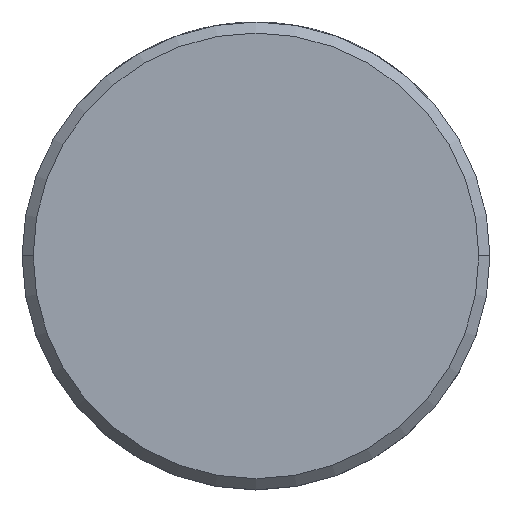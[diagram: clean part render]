
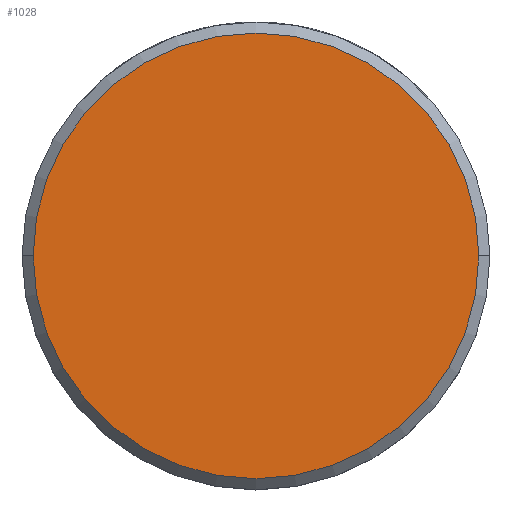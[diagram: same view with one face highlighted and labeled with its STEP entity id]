
A CAD part, top view. The second image highlights one B-rep face of the part: STEP entity #1028.
In plain terms, the highlighted planar face has unit normal (0, 0, 1).
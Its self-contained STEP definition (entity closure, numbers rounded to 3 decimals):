
#544 = DIRECTION ( 'NONE',  ( 1., 0., 0. ) ) ;
#545 = AXIS2_PLACEMENT_3D ( 'NONE', #556, #551, #544 ) ;
#550 = CIRCLE ( 'NONE', #545, 6.05 ) ;
#551 = DIRECTION ( 'NONE',  ( 0., 0., 1. ) ) ;
#556 = CARTESIAN_POINT ( 'NONE',  ( 0., 0., 1.6 ) ) ;
#778 = VERTEX_POINT ( 'NONE', #2030 ) ;
#832 = VERTEX_POINT ( 'NONE', #1878 ) ;
#848 = EDGE_CURVE ( 'NONE', #832, #778, #2000, .T. ) ;
#1028 = ADVANCED_FACE ( 'NONE', ( #2206 ), #2133, .T. ) ;
#1030 = ORIENTED_EDGE ( 'NONE', *, *, #848, .T. ) ;
#1128 = EDGE_CURVE ( 'NONE', #778, #832, #550, .T. ) ;
#1130 = EDGE_LOOP ( 'NONE', ( #1152, #1030 ) ) ;
#1152 = ORIENTED_EDGE ( 'NONE', *, *, #1128, .T. ) ;
#1869 = DIRECTION ( 'NONE',  ( 1., 0., 0. ) ) ;
#1870 = DIRECTION ( 'NONE',  ( 0., 0., 1. ) ) ;
#1871 = AXIS2_PLACEMENT_3D ( 'NONE', #1979, #1870, #1869 ) ;
#1878 = CARTESIAN_POINT ( 'NONE',  ( 6.05, 0., 1.6 ) ) ;
#1979 = CARTESIAN_POINT ( 'NONE',  ( 0., 0., 1.6 ) ) ;
#2000 = CIRCLE ( 'NONE', #1871, 6.05 ) ;
#2030 = CARTESIAN_POINT ( 'NONE',  ( -6.05, 0., 1.6 ) ) ;
#2133 = PLANE ( 'NONE',  #2207 ) ;
#2177 = DIRECTION ( 'NONE',  ( 1., 0., 0. ) ) ;
#2178 = DIRECTION ( 'NONE',  ( 0., 0., 1. ) ) ;
#2203 = CARTESIAN_POINT ( 'NONE',  ( 0., 0., 1.6 ) ) ;
#2206 = FACE_OUTER_BOUND ( 'NONE', #1130, .T. ) ;
#2207 = AXIS2_PLACEMENT_3D ( 'NONE', #2203, #2178, #2177 ) ;
